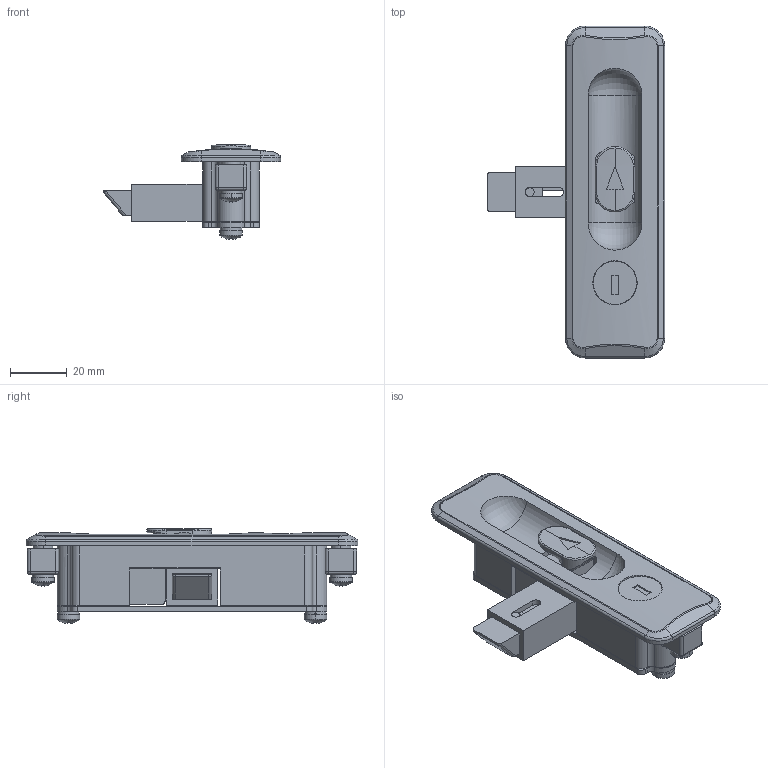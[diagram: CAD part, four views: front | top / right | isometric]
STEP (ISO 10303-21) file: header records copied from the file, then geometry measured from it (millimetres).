
FILE_DESCRIPTION (( 'STEP AP203' ), '1' );
FILE_NAME ('sone3D.STEP', '2017-01-05T06:14:52', ( '' ), ( '' ), 'SwSTEP 2.0', 'SolidWorks 2014', '' );
FILE_SCHEMA (( 'CONFIG_CONTROL_DESIGN' ));
Length unit declared in the file: millimetre
Products named in the file (12): A-123-2_スライドレバー; A-123-2_十字穴付なべねじM4（SW付）_M4×8; A-123-2_ラッチケース_L; A-123-2_暯儚僢僔儍乕M4_JIS B 1256 Finished circular 4; A-123-2_ラッチ; sone3D; A-123-2カバー; A-123-2_オワン; ダミーローター__#200-3_; A-123-2_十字穴付なべねじM4_M4×8; スプリングワッシャーM4_JIS B 1251 No.2 5; A-123-2_ボディ
Assembly tree (16 placements, depth 3):
  sone3D
    A-123-2_ボディ
    A-123-2_スライドレバー
    A-123-2_ラッチケース_L
    A-123-2_ラッチ
    A-123-2カバー
    A-123-2_オワン  x2
    ダミーローター__#200-3_
    A-123-2_十字穴付なべねじM4（SW付）_M4×8  x4
      A-123-2_十字穴付なべねじM4_M4×8
      スプリングワッシャーM4_JIS B 1251 No.2 5
    A-123-2_暯儚僢僔儍乕M4_JIS B 1256 Finished circular 4  x2
Bounding box: 62.5 x 117 x 33.46 mm (x, y, z)
Volume: 42390.5 mm3; surface area: 37285.1 mm2
Topology: 18 solids, 18 shells, 520 faces, 1312 edges, 835 vertices
Faces by surface type: plane 264, cylinder 189, cone 20, torus 16, sphere 16, bspline 15
Entity records: 15167 total; most frequent: CARTESIAN_POINT 4021, DIRECTION 2084, ORIENTED_EDGE 2008, EDGE_CURVE 1004, AXIS2_PLACEMENT_3D 734, VERTEX_POINT 647, LINE 616, VECTOR 616
